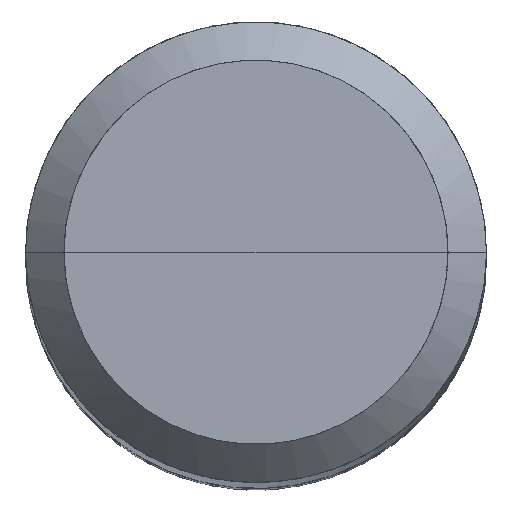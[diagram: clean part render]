
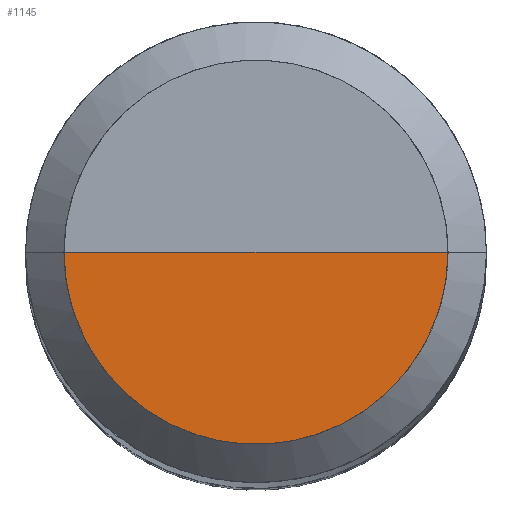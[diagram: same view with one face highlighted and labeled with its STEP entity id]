
A CAD part, top view. The second image highlights one B-rep face of the part: STEP entity #1145.
In plain terms, the highlighted free-form (B-spline) face has degree [1, 2] with [2, 5] control points.
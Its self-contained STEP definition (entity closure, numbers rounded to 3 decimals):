
#832=CARTESIAN_POINT('',(2.5,0.0,40.0));
#836=CARTESIAN_POINT('',(-2.5,0.0,40.0));
#837=CARTESIAN_POINT('',(0.0,0.0,40.0));
#844=CARTESIAN_POINT('',(-2.5,-2.5,40.0));
#845=CARTESIAN_POINT('',(0.0,-2.5,40.0));
#846=CARTESIAN_POINT('',(2.5,-2.5,40.0));
#1130=(
BOUNDED_SURFACE()
B_SPLINE_SURFACE(1,2,(
(#836,#844,#845,#846,#832),
(#837,#837,#837,#837,#837)
), .UNSPECIFIED.,.F.,.F.,.F.)
B_SPLINE_SURFACE_WITH_KNOTS((2,2),(3,2,3),(
0.0,1.0),(
0.0,0.5,1.0), .UNSPECIFIED.)
GEOMETRIC_REPRESENTATION_ITEM()
RATIONAL_B_SPLINE_SURFACE(((1.0,0.707,1.0,0.707,1.0),
(1.0,0.707,1.0,0.707,1.0)
))
REPRESENTATION_ITEM('')
SURFACE()
);
#1131=(
BOUNDED_CURVE()
B_SPLINE_CURVE(2,(#832,#846,#845,#844,#836),.UNSPECIFIED.,.F.,.F.)
B_SPLINE_CURVE_WITH_KNOTS((3,2,3),
(0.0,0.5,1.0),.UNSPECIFIED.)
CURVE()
GEOMETRIC_REPRESENTATION_ITEM()
RATIONAL_B_SPLINE_CURVE((1.0,0.707,1.0,0.707,1.0))
REPRESENTATION_ITEM('')
);
#1132=(
BOUNDED_CURVE()
B_SPLINE_CURVE(1,(#836,#837),.UNSPECIFIED.,.F.,.F.)
B_SPLINE_CURVE_WITH_KNOTS((2,2),
(0.0,1.0),.UNSPECIFIED.)
CURVE()
GEOMETRIC_REPRESENTATION_ITEM()
RATIONAL_B_SPLINE_CURVE((1.0,1.0))
REPRESENTATION_ITEM('')
);
#1133=(
BOUNDED_CURVE()
B_SPLINE_CURVE(1,(#837,#832),.UNSPECIFIED.,.F.,.F.)
B_SPLINE_CURVE_WITH_KNOTS((2,2),
(0.0,1.0),.UNSPECIFIED.)
CURVE()
GEOMETRIC_REPRESENTATION_ITEM()
RATIONAL_B_SPLINE_CURVE((1.0,1.0))
REPRESENTATION_ITEM('')
);
#1134=VERTEX_POINT('',#832);
#1135=VERTEX_POINT('',#836);
#1136=VERTEX_POINT('',#837);
#1137=EDGE_CURVE('',#1134,#1135,#1131,.T.);
#1138=EDGE_CURVE('',#1135,#1136,#1132,.T.);
#1139=EDGE_CURVE('',#1136,#1134,#1133,.T.);
#1140=ORIENTED_EDGE('',*,*,#1137,.T.);
#1141=ORIENTED_EDGE('',*,*,#1138,.T.);
#1142=ORIENTED_EDGE('',*,*,#1139,.T.);
#1143=EDGE_LOOP('',(#1140,#1141,#1142));
#1144=FACE_OUTER_BOUND('',#1143,.T.);
#1145=ADVANCED_FACE('',(#1144),#1130,.T.);
